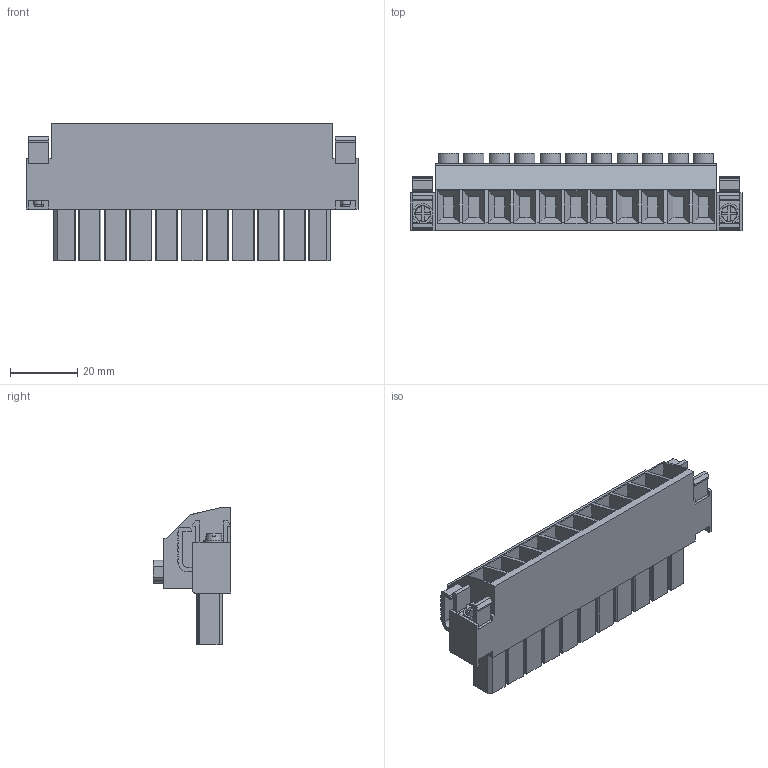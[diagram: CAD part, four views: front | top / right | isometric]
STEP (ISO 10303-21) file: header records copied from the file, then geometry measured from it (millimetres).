
FILE_DESCRIPTION(('CATIA V5 STEP Exchange','CAx-IF Rec.Pracs.--- Model Styling and Organization---1.2---2011-12-15'),'2;1');
FILE_NAME ('D1459364_0_1930250000_1930250000.stp','2018-09-05T14:35:08+00:00',('none'),('Weidmueller'),'CATIA Version 5-6 Release 2014','CATIA V5 STEP AP214','none');
FILE_SCHEMA(('AUTOMOTIVE_DESIGN { 1 0 10303 214 1 1 1 1 }'));
Length unit declared in the file: millimetre
Products named in the file (1): 1930250000
Bounding box: 99.06 x 23.1 x 41.15 mm (x, y, z)
Volume: 41577 mm3; surface area: 21784.6 mm2
Topology: 5 solids, 5 shells, 820 faces, 2202 edges, 1438 vertices
Faces by surface type: plane 591, cylinder 217, cone 12
Entity records: 23112 total; most frequent: ORIENTED_EDGE 4404, CARTESIAN_POINT 4257, DIRECTION 2993, EDGE_CURVE 2202, VECTOR 1611, LINE 1611, VERTEX_POINT 1438, AXIS2_PLACEMENT_3D 928
